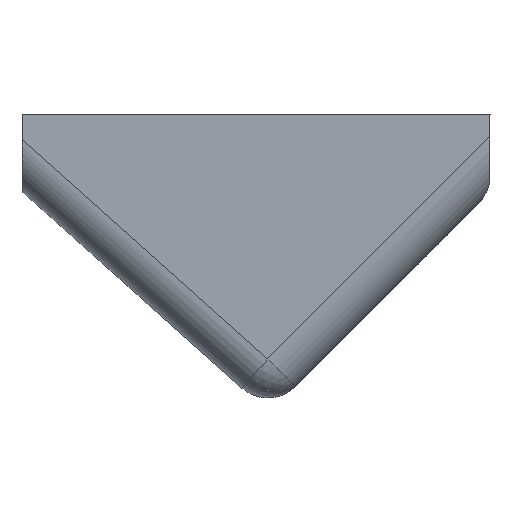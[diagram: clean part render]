
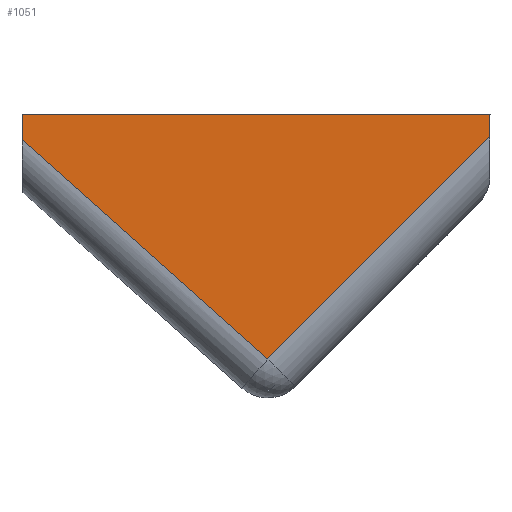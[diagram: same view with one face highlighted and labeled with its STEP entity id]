
A CAD part, left-side view. The second image highlights one B-rep face of the part: STEP entity #1051.
In plain terms, the highlighted planar face has unit normal (-1, 0, 0).
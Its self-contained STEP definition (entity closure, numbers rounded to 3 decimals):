
#10 = CARTESIAN_POINT ( 'NONE',  ( -65., 60., 23.109 ) ) ;
#20 = PLANE ( 'NONE',  #232 ) ;
#39 = FACE_OUTER_BOUND ( 'NONE', #317, .T. ) ;
#50 = VECTOR ( 'NONE', #994, 1000. ) ;
#71 = DIRECTION ( 'NONE',  ( 0., -1., 0. ) ) ;
#101 = LINE ( 'NONE', #779, #504 ) ;
#126 = DIRECTION ( 'NONE',  ( 0., -0.746, -0.666 ) ) ;
#182 = DIRECTION ( 'NONE',  ( -1., 0., 0. ) ) ;
#232 = AXIS2_PLACEMENT_3D ( 'NONE', #354, #182, #768 ) ;
#317 = EDGE_LOOP ( 'NONE', ( #930, #938, #999, #571, #326 ) ) ;
#326 = ORIENTED_EDGE ( 'NONE', *, *, #572, .F. ) ;
#347 = CARTESIAN_POINT ( 'NONE',  ( -65., 0., 26.41 ) ) ;
#354 = CARTESIAN_POINT ( 'NONE',  ( -65., 60., 16.41 ) ) ;
#413 = VECTOR ( 'NONE', #764, 1000. ) ;
#418 = LINE ( 'NONE', #743, #413 ) ;
#435 = DIRECTION ( 'NONE',  ( 0., 0., 1. ) ) ;
#502 = EDGE_CURVE ( 'NONE', #782, #1008, #1052, .T. ) ;
#504 = VECTOR ( 'NONE', #435, 1000. ) ;
#569 = CARTESIAN_POINT ( 'NONE',  ( -65., 3.536, 19.945 ) ) ;
#571 = ORIENTED_EDGE ( 'NONE', *, *, #957, .F. ) ;
#572 = EDGE_CURVE ( 'NONE', #907, #968, #1056, .T. ) ;
#664 = VECTOR ( 'NONE', #126, 1000. ) ;
#735 = LINE ( 'NONE', #569, #50 ) ;
#743 = CARTESIAN_POINT ( 'NONE',  ( -65., 0., 16.41 ) ) ;
#764 = DIRECTION ( 'NONE',  ( 0., 0., -1. ) ) ;
#768 = DIRECTION ( 'NONE',  ( 0., 0., -1. ) ) ;
#779 = CARTESIAN_POINT ( 'NONE',  ( -65., 60., 16.41 ) ) ;
#782 = VERTEX_POINT ( 'NONE', #10 ) ;
#803 = VERTEX_POINT ( 'NONE', #832 ) ;
#832 = CARTESIAN_POINT ( 'NONE',  ( -65., 0., 23.481 ) ) ;
#835 = EDGE_CURVE ( 'NONE', #1008, #803, #735, .T. ) ;
#855 = CARTESIAN_POINT ( 'NONE',  ( -65., 28.481, -5. ) ) ;
#863 = VECTOR ( 'NONE', #71, 1000. ) ;
#897 = CARTESIAN_POINT ( 'NONE',  ( -65., 0., 26.41 ) ) ;
#907 = VERTEX_POINT ( 'NONE', #989 ) ;
#930 = ORIENTED_EDGE ( 'NONE', *, *, #963, .F. ) ;
#938 = ORIENTED_EDGE ( 'NONE', *, *, #502, .T. ) ;
#957 = EDGE_CURVE ( 'NONE', #968, #803, #418, .T. ) ;
#963 = EDGE_CURVE ( 'NONE', #782, #907, #101, .T. ) ;
#968 = VERTEX_POINT ( 'NONE', #347 ) ;
#989 = CARTESIAN_POINT ( 'NONE',  ( -65., 60., 26.41 ) ) ;
#994 = DIRECTION ( 'NONE',  ( 0., -0.707, 0.707 ) ) ;
#999 = ORIENTED_EDGE ( 'NONE', *, *, #835, .T. ) ;
#1008 = VERTEX_POINT ( 'NONE', #855 ) ;
#1030 = CARTESIAN_POINT ( 'NONE',  ( -65., 24.956, -8.143 ) ) ;
#1051 = ADVANCED_FACE ( 'NONE', ( #39 ), #20, .T. ) ;
#1052 = LINE ( 'NONE', #1030, #664 ) ;
#1056 = LINE ( 'NONE', #897, #863 ) ;
